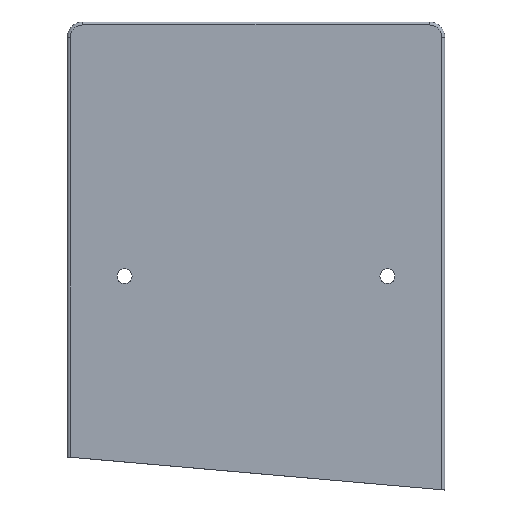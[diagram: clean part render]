
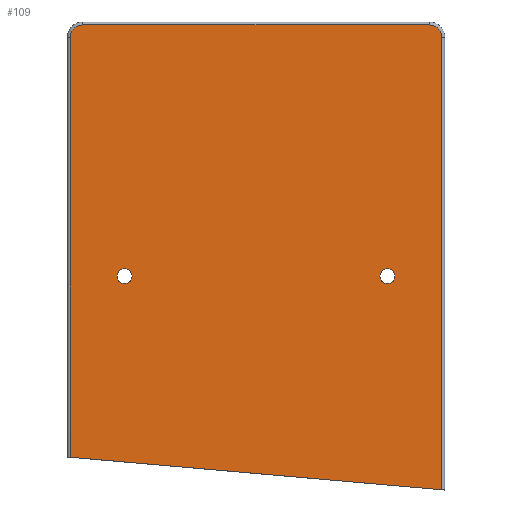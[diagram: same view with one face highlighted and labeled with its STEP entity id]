
A CAD part, front view. The second image highlights one B-rep face of the part: STEP entity #109.
In plain terms, the highlighted planar face has unit normal (0, -1, 0).
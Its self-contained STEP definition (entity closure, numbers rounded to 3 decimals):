
#109 = ADVANCED_FACE( '', ( #231, #232, #233 ), #234, .F. );
#231 = FACE_BOUND( '', #361, .T. );
#232 = FACE_BOUND( '', #362, .T. );
#233 = FACE_OUTER_BOUND( '', #363, .T. );
#234 = PLANE( '', #364 );
#361 = EDGE_LOOP( '', ( #612 ) );
#362 = EDGE_LOOP( '', ( #613 ) );
#363 = EDGE_LOOP( '', ( #614, #615, #616, #617, #618, #619 ) );
#364 = AXIS2_PLACEMENT_3D( '', #620, #621, #622 );
#612 = ORIENTED_EDGE( '', *, *, #818, .F. );
#613 = ORIENTED_EDGE( '', *, *, #843, .F. );
#614 = ORIENTED_EDGE( '', *, *, #867, .F. );
#615 = ORIENTED_EDGE( '', *, *, #777, .T. );
#616 = ORIENTED_EDGE( '', *, *, #868, .F. );
#617 = ORIENTED_EDGE( '', *, *, #869, .T. );
#618 = ORIENTED_EDGE( '', *, *, #837, .F. );
#619 = ORIENTED_EDGE( '', *, *, #789, .T. );
#620 = CARTESIAN_POINT( '', ( 0., 0., 0. ) );
#621 = DIRECTION( '', ( 0., 1., 0. ) );
#622 = DIRECTION( '', ( 0., 0., 1. ) );
#777 = EDGE_CURVE( '', #924, #925, #926, .F. );
#789 = EDGE_CURVE( '', #947, #945, #948, .F. );
#818 = EDGE_CURVE( '', #999, #999, #1000, .T. );
#837 = EDGE_CURVE( '', #947, #1024, #1027, .T. );
#843 = EDGE_CURVE( '', #1035, #1035, #1036, .T. );
#867 = EDGE_CURVE( '', #924, #945, #1062, .T. );
#868 = EDGE_CURVE( '', #1063, #925, #1064, .T. );
#869 = EDGE_CURVE( '', #1063, #1024, #1065, .F. );
#924 = VERTEX_POINT( '', #1134 );
#925 = VERTEX_POINT( '', #1135 );
#926 = LINE( '', #1136, #1137 );
#945 = VERTEX_POINT( '', #1160 );
#947 = VERTEX_POINT( '', #1162 );
#948 = LINE( '', #1163, #1164 );
#999 = VERTEX_POINT( '', #1232 );
#1000 = CIRCLE( '', #1233, 2.5 );
#1024 = VERTEX_POINT( '', #1260 );
#1027 = CIRCLE( '', #1263, 4.25 );
#1035 = VERTEX_POINT( '', #1271 );
#1036 = CIRCLE( '', #1272, 2.5 );
#1062 = CIRCLE( '', #1308, 4.25 );
#1063 = VERTEX_POINT( '', #1309 );
#1064 = LINE( '', #1310, #1311 );
#1065 = LINE( '', #1312, #1313 );
#1134 = CARTESIAN_POINT( '', ( 1., 0., 137.572 ) );
#1135 = CARTESIAN_POINT( '', ( 1., 0., -2.836 ) );
#1136 = CARTESIAN_POINT( '', ( 1., 0., 0. ) );
#1137 = VECTOR( '', #1375, 1000. );
#1160 = CARTESIAN_POINT( '', ( 5.25, 0., 141.822 ) );
#1162 = CARTESIAN_POINT( '', ( 121.18, 0., 141.822 ) );
#1163 = CARTESIAN_POINT( '', ( 0., 0., 141.822 ) );
#1164 = VECTOR( '', #1395, 1000. );
#1232 = CARTESIAN_POINT( '', ( 21.715, 0., 57.722 ) );
#1233 = AXIS2_PLACEMENT_3D( '', #1434, #1435, #1436 );
#1260 = CARTESIAN_POINT( '', ( 125.43, 0., 137.572 ) );
#1263 = AXIS2_PLACEMENT_3D( '', #1473, #1474, #1475 );
#1271 = CARTESIAN_POINT( '', ( 109.715, 0., 57.722 ) );
#1272 = AXIS2_PLACEMENT_3D( '', #1485, #1486, #1487 );
#1308 = AXIS2_PLACEMENT_3D( '', #1510, #1511, #1512 );
#1309 = CARTESIAN_POINT( '', ( 125.43, 0., -13.721 ) );
#1310 = CARTESIAN_POINT( '', ( 126.43, 0., -13.808 ) );
#1311 = VECTOR( '', #1513, 1000. );
#1312 = CARTESIAN_POINT( '', ( 125.43, 0., 0. ) );
#1313 = VECTOR( '', #1514, 1000. );
#1375 = DIRECTION( '', ( 0., 0., 1. ) );
#1395 = DIRECTION( '', ( 1., 0., 0. ) );
#1434 = CARTESIAN_POINT( '', ( 19.215, 0., 57.722 ) );
#1435 = DIRECTION( '', ( 0., -1., 0. ) );
#1436 = DIRECTION( '', ( 1., 0., 0. ) );
#1473 = CARTESIAN_POINT( '', ( 121.18, 0., 137.572 ) );
#1474 = DIRECTION( '', ( 0., 1., 0. ) );
#1475 = DIRECTION( '', ( 0., 0., 1. ) );
#1485 = CARTESIAN_POINT( '', ( 107.215, 0., 57.722 ) );
#1486 = DIRECTION( '', ( 0., -1., 0. ) );
#1487 = DIRECTION( '', ( 1., 0., 0. ) );
#1510 = CARTESIAN_POINT( '', ( 5.25, 0., 137.572 ) );
#1511 = DIRECTION( '', ( 0., 1., 0. ) );
#1512 = DIRECTION( '', ( 0., 0., 1. ) );
#1513 = DIRECTION( '', ( -0.996, 0., 0.087 ) );
#1514 = DIRECTION( '', ( 0., 0., -1. ) );
